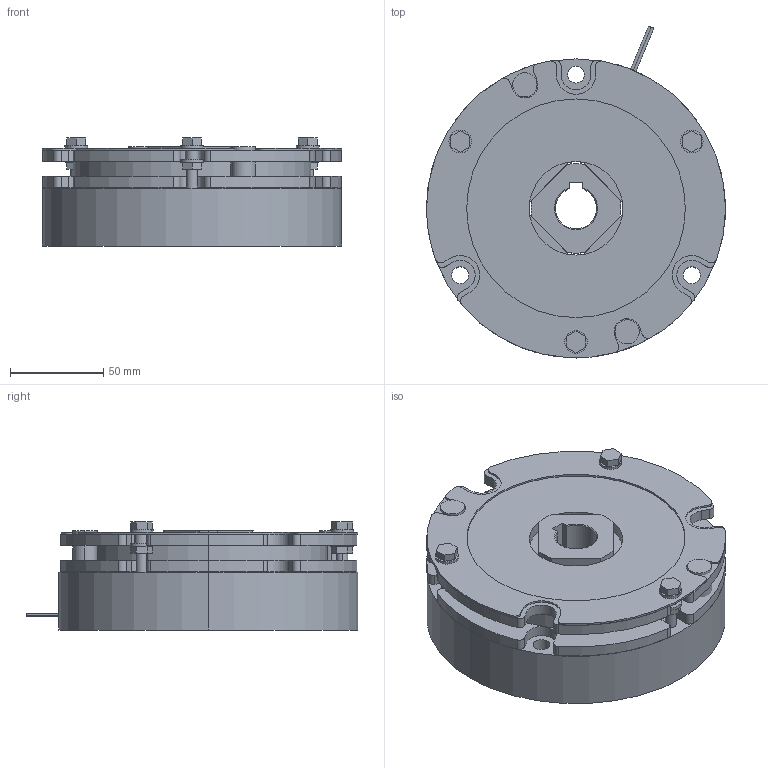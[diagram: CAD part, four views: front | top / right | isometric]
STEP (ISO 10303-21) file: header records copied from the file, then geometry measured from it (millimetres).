
FILE_DESCRIPTION (( 'STEP AP203' ), '1' );
FILE_NAME ('YPP616656.STEP', '2020-12-24T06:18:07', ( '' ), ( '' ), 'SwSTEP 2.0', 'SolidWorks 2016', '' );
FILE_SCHEMA (( 'CONFIG_CONTROL_DESIGN' ));
Length unit declared in the file: millimetre
Products named in the file (1): YPP616656
Bounding box: 160 x 177.6 x 57.8 mm (x, y, z)
Volume: 910562.4 mm3; surface area: 196725.7 mm2
Topology: 9 solids, 9 shells, 281 faces, 713 edges, 474 vertices
Faces by surface type: cylinder 152, plane 123, cone 6
Entity records: 8742 total; most frequent: DIRECTION 1575, CARTESIAN_POINT 1537, ORIENTED_EDGE 1426, EDGE_CURVE 713, AXIS2_PLACEMENT_3D 588, VERTEX_POINT 474, VECTOR 399, LINE 399
